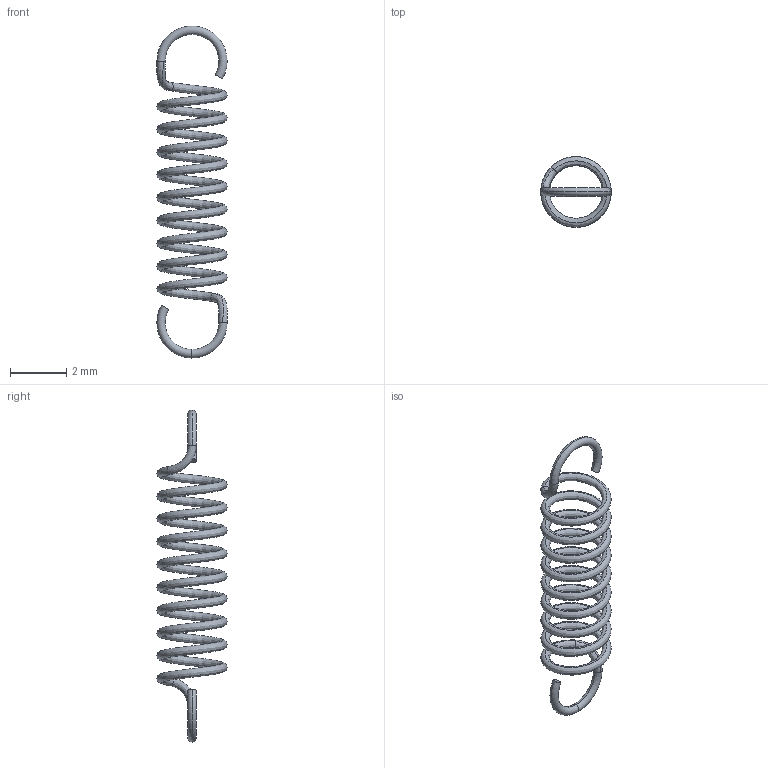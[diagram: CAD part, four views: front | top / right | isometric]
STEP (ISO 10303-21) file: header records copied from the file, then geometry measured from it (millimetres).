
FILE_DESCRIPTION (( 'STEP AP214' ), '1' );
FILE_NAME ('Counter - Bell Clapper Spring.STEP', '2025-07-06T08:34:37', ( '' ), ( '' ), 'SwSTEP 2.0', 'SolidWorks 2025', '' );
FILE_SCHEMA (( 'AUTOMOTIVE_DESIGN' ));
Length unit declared in the file: millimetre
Products named in the file (1): Counter - Bell Clapper Spring_Predeterminado
Bounding box: 2.5 x 2.5 x 11.8 mm (x, y, z)
Volume: 5.3 mm3; surface area: 71 mm2
Topology: 2 solids, 2 shells, 16 faces, 35 edges, 24 vertices
Faces by surface type: torus 6, bspline 6, plane 4
Entity records: 3300 total; most frequent: CARTESIAN_POINT 2924, DIRECTION 70, ORIENTED_EDGE 68, AXIS2_PLACEMENT_3D 35, EDGE_CURVE 34, CIRCLE 24, VERTEX_POINT 22, FACE_OUTER_BOUND 16
